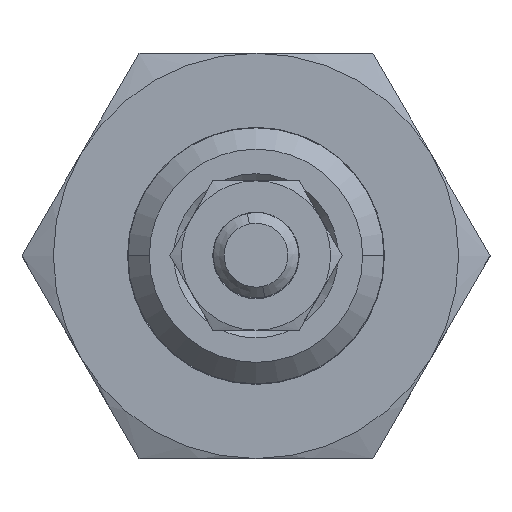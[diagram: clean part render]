
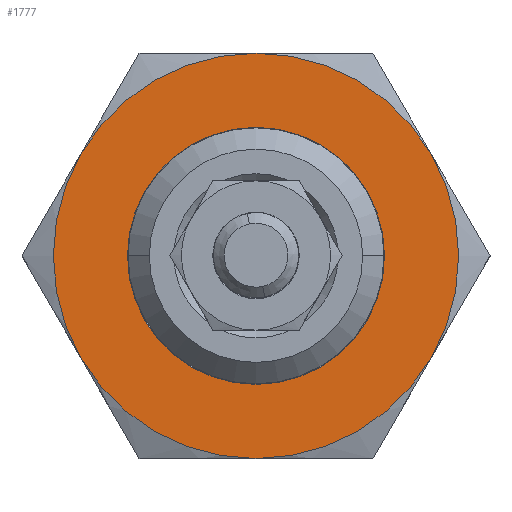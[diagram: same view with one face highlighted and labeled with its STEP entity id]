
A CAD part, top view. The second image highlights one B-rep face of the part: STEP entity #1777.
In plain terms, the highlighted planar face has unit normal (0, 0, 1).
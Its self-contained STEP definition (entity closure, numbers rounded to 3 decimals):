
#35 = CIRCLE ( 'NONE', #2998, 6.025 ) ;
#67 = DIRECTION ( 'NONE',  ( 0.866, -0.5, 0. ) ) ;
#494 = EDGE_CURVE ( 'NONE', #9822, #3614, #5440, .T. ) ;
#637 = EDGE_CURVE ( 'NONE', #11249, #7455, #11144, .T. ) ;
#781 = DIRECTION ( 'NONE',  ( 0.866, -0.5, 0. ) ) ;
#839 = EDGE_CURVE ( 'NONE', #4001, #11249, #5630, .T. ) ;
#904 = CARTESIAN_POINT ( 'NONE',  ( 5.218, -3.012, 255. ) ) ;
#934 = CARTESIAN_POINT ( 'NONE',  ( 0., 0., 255. ) ) ;
#1207 = DIRECTION ( 'NONE',  ( 0., 0., -1. ) ) ;
#1502 = CARTESIAN_POINT ( 'NONE',  ( -8.227, -4.75, 255. ) ) ;
#1604 = CARTESIAN_POINT ( 'NONE',  ( 0., 0., 255. ) ) ;
#1659 = CARTESIAN_POINT ( 'NONE',  ( 0., 0., 255. ) ) ;
#1727 = DIRECTION ( 'NONE',  ( 0.866, -0.5, 0. ) ) ;
#1777 = ADVANCED_FACE ( 'NONE', ( #2361, #4247 ), #7754, .F. ) ;
#1931 = EDGE_CURVE ( 'NONE', #7455, #10544, #9155, .T. ) ;
#2155 = DIRECTION ( 'NONE',  ( 0.866, -0.5, 0. ) ) ;
#2361 = FACE_BOUND ( 'NONE', #10347, .T. ) ;
#2680 = EDGE_CURVE ( 'NONE', #3614, #4001, #7848, .T. ) ;
#2813 = CARTESIAN_POINT ( 'NONE',  ( 0., 0., 255. ) ) ;
#2998 = AXIS2_PLACEMENT_3D ( 'NONE', #8069, #10727, #2155 ) ;
#3389 = CARTESIAN_POINT ( 'NONE',  ( -5.218, 3.012, 255. ) ) ;
#3614 = VERTEX_POINT ( 'NONE', #9032 ) ;
#3641 = CARTESIAN_POINT ( 'NONE',  ( 0., 0., 255. ) ) ;
#3666 = CARTESIAN_POINT ( 'NONE',  ( 8.227, 4.75, 255. ) ) ;
#3735 = DIRECTION ( 'NONE',  ( 0., 0., -1. ) ) ;
#3748 = CARTESIAN_POINT ( 'NONE',  ( 0., 0., 255. ) ) ;
#3920 = AXIS2_PLACEMENT_3D ( 'NONE', #3641, #7137, #5239 ) ;
#4001 = VERTEX_POINT ( 'NONE', #1502 ) ;
#4138 = CARTESIAN_POINT ( 'NONE',  ( 0., 0., 255. ) ) ;
#4152 = VERTEX_POINT ( 'NONE', #904 ) ;
#4194 = ORIENTED_EDGE ( 'NONE', *, *, #1931, .F. ) ;
#4230 = ORIENTED_EDGE ( 'NONE', *, *, #10620, .F. ) ;
#4247 = FACE_OUTER_BOUND ( 'NONE', #9497, .T. ) ;
#4462 = VERTEX_POINT ( 'NONE', #3389 ) ;
#4744 = DIRECTION ( 'NONE',  ( 0.866, -0.5, 0. ) ) ;
#5102 = DIRECTION ( 'NONE',  ( 0., 0., -1. ) ) ;
#5239 = DIRECTION ( 'NONE',  ( 0.866, -0.5, 0. ) ) ;
#5440 = CIRCLE ( 'NONE', #10583, 9.5 ) ;
#5630 = CIRCLE ( 'NONE', #10792, 9.5 ) ;
#5686 = CARTESIAN_POINT ( 'NONE',  ( 8.227, -4.75, 255. ) ) ;
#5784 = ORIENTED_EDGE ( 'NONE', *, *, #9630, .T. ) ;
#5861 = ORIENTED_EDGE ( 'NONE', *, *, #494, .F. ) ;
#5970 = CIRCLE ( 'NONE', #9633, 9.5 ) ;
#5990 = EDGE_CURVE ( 'NONE', #4462, #4152, #35, .T. ) ;
#6036 = CARTESIAN_POINT ( 'NONE',  ( -8.227, 4.75, 255. ) ) ;
#6352 = DIRECTION ( 'NONE',  ( 0., 0., -1. ) ) ;
#6519 = ORIENTED_EDGE ( 'NONE', *, *, #2680, .F. ) ;
#6702 = CARTESIAN_POINT ( 'NONE',  ( 0., 0., 255. ) ) ;
#6768 = AXIS2_PLACEMENT_3D ( 'NONE', #3748, #1207, #10002 ) ;
#7105 = ORIENTED_EDGE ( 'NONE', *, *, #637, .F. ) ;
#7137 = DIRECTION ( 'NONE',  ( 0., 0., -1. ) ) ;
#7410 = ORIENTED_EDGE ( 'NONE', *, *, #5990, .T. ) ;
#7455 = VERTEX_POINT ( 'NONE', #9616 ) ;
#7578 = DIRECTION ( 'NONE',  ( 0., 0., -1. ) ) ;
#7636 = DIRECTION ( 'NONE',  ( 0.866, -0.5, 0. ) ) ;
#7754 = PLANE ( 'NONE',  #8036 ) ;
#7848 = CIRCLE ( 'NONE', #8950, 9.5 ) ;
#8036 = AXIS2_PLACEMENT_3D ( 'NONE', #4138, #7578, #7636 ) ;
#8069 = CARTESIAN_POINT ( 'NONE',  ( 0., 0., 255. ) ) ;
#8195 = AXIS2_PLACEMENT_3D ( 'NONE', #1659, #8663, #781 ) ;
#8608 = DIRECTION ( 'NONE',  ( 0.866, -0.5, 0. ) ) ;
#8663 = DIRECTION ( 'NONE',  ( 0., 0., -1. ) ) ;
#8950 = AXIS2_PLACEMENT_3D ( 'NONE', #934, #6352, #67 ) ;
#9032 = CARTESIAN_POINT ( 'NONE',  ( 0., -9.5, 255. ) ) ;
#9155 = CIRCLE ( 'NONE', #6768, 9.5 ) ;
#9262 = ORIENTED_EDGE ( 'NONE', *, *, #839, .F. ) ;
#9497 = EDGE_LOOP ( 'NONE', ( #5861, #4230, #4194, #7105, #9262, #6519 ) ) ;
#9616 = CARTESIAN_POINT ( 'NONE',  ( 0., 9.5, 255. ) ) ;
#9630 = EDGE_CURVE ( 'NONE', #4152, #4462, #10908, .T. ) ;
#9633 = AXIS2_PLACEMENT_3D ( 'NONE', #6702, #10209, #4744 ) ;
#9822 = VERTEX_POINT ( 'NONE', #5686 ) ;
#10002 = DIRECTION ( 'NONE',  ( 0.866, -0.5, 0. ) ) ;
#10209 = DIRECTION ( 'NONE',  ( 0., 0., -1. ) ) ;
#10347 = EDGE_LOOP ( 'NONE', ( #7410, #5784 ) ) ;
#10544 = VERTEX_POINT ( 'NONE', #3666 ) ;
#10583 = AXIS2_PLACEMENT_3D ( 'NONE', #1604, #5102, #8608 ) ;
#10620 = EDGE_CURVE ( 'NONE', #10544, #9822, #5970, .T. ) ;
#10727 = DIRECTION ( 'NONE',  ( 0., 0., -1. ) ) ;
#10792 = AXIS2_PLACEMENT_3D ( 'NONE', #2813, #3735, #1727 ) ;
#10908 = CIRCLE ( 'NONE', #3920, 6.025 ) ;
#11144 = CIRCLE ( 'NONE', #8195, 9.5 ) ;
#11249 = VERTEX_POINT ( 'NONE', #6036 ) ;
